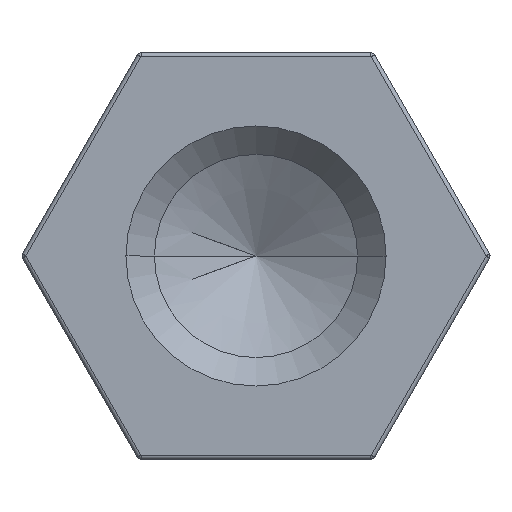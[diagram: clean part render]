
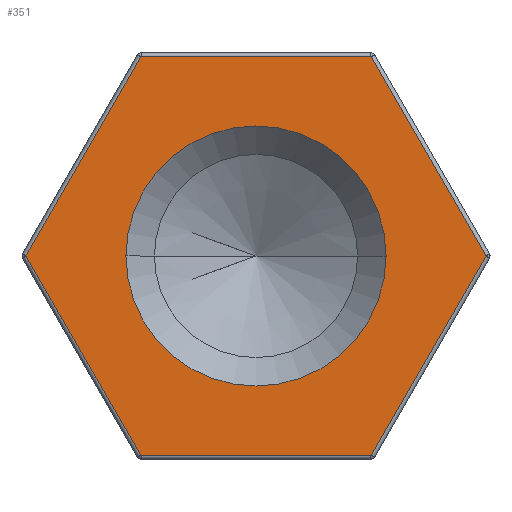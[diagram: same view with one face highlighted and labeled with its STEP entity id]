
A CAD part, left-side view. The second image highlights one B-rep face of the part: STEP entity #351.
In plain terms, the highlighted planar face has unit normal (-1, 0, 0).
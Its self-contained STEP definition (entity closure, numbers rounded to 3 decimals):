
#3 = AXIS2_PLACEMENT_3D ( 'NONE', #865, #233, #965 ) ;
#11 = CARTESIAN_POINT ( 'NONE',  ( 0., 2.829, -4.9 ) ) ;
#36 = DIRECTION ( 'NONE',  ( 0., 0.5, 0.866 ) ) ;
#41 = ORIENTED_EDGE ( 'NONE', *, *, #173, .T. ) ;
#47 = DIRECTION ( 'NONE',  ( 0., 1., 0. ) ) ;
#58 = AXIS2_PLACEMENT_3D ( 'NONE', #182, #181, #170 ) ;
#68 = CARTESIAN_POINT ( 'NONE',  ( 0., -3.2, 0. ) ) ;
#81 = ORIENTED_EDGE ( 'NONE', *, *, #209, .T. ) ;
#103 = CARTESIAN_POINT ( 'NONE',  ( 0., -4.244, 2.45 ) ) ;
#114 = CARTESIAN_POINT ( 'NONE',  ( 0., 0., 4.9 ) ) ;
#118 = CARTESIAN_POINT ( 'NONE',  ( 0., -4.244, -2.45 ) ) ;
#124 = EDGE_CURVE ( 'NONE', #411, #930, #836, .T. ) ;
#126 = DIRECTION ( 'NONE',  ( 1., 0., 0. ) ) ;
#127 = EDGE_CURVE ( 'NONE', #378, #1274, #607, .T. ) ;
#128 = EDGE_CURVE ( 'NONE', #930, #1203, #292, .T. ) ;
#153 = CARTESIAN_POINT ( 'NONE',  ( 0., -2.829, -4.9 ) ) ;
#169 = EDGE_CURVE ( 'NONE', #977, #464, #274, .T. ) ;
#170 = DIRECTION ( 'NONE',  ( 0., 1., 0. ) ) ;
#171 = EDGE_CURVE ( 'NONE', #464, #411, #1040, .T. ) ;
#173 = EDGE_CURVE ( 'NONE', #1203, #918, #519, .T. ) ;
#174 = EDGE_CURVE ( 'NONE', #918, #977, #1270, .T. ) ;
#181 = DIRECTION ( 'NONE',  ( 1., 0., 0. ) ) ;
#182 = CARTESIAN_POINT ( 'NONE',  ( 0., 0., 0. ) ) ;
#209 = EDGE_CURVE ( 'NONE', #1274, #378, #1254, .T. ) ;
#217 = VECTOR ( 'NONE', #659, 1000. ) ;
#233 = DIRECTION ( 'NONE',  ( 1., 0., 0. ) ) ;
#274 = LINE ( 'NONE', #1042, #790 ) ;
#283 = ORIENTED_EDGE ( 'NONE', *, *, #127, .T. ) ;
#292 = LINE ( 'NONE', #114, #535 ) ;
#294 = ORIENTED_EDGE ( 'NONE', *, *, #171, .T. ) ;
#296 = ORIENTED_EDGE ( 'NONE', *, *, #169, .T. ) ;
#351 = ADVANCED_FACE ( 'NONE', ( #1268, #1238 ), #622, .F. ) ;
#378 = VERTEX_POINT ( 'NONE', #629 ) ;
#401 = ORIENTED_EDGE ( 'NONE', *, *, #174, .T. ) ;
#411 = VERTEX_POINT ( 'NONE', #1205 ) ;
#464 = VERTEX_POINT ( 'NONE', #153 ) ;
#485 = CARTESIAN_POINT ( 'NONE',  ( 0., 2.829, 4.9 ) ) ;
#489 = VECTOR ( 'NONE', #736, 1000. ) ;
#519 = LINE ( 'NONE', #708, #1014 ) ;
#535 = VECTOR ( 'NONE', #47, 1000. ) ;
#563 = CARTESIAN_POINT ( 'NONE',  ( 0., 5.658, 0. ) ) ;
#607 = CIRCLE ( 'NONE', #58, 3.2 ) ;
#622 = PLANE ( 'NONE',  #1184 ) ;
#629 = CARTESIAN_POINT ( 'NONE',  ( 0., 3.2, 0. ) ) ;
#659 = DIRECTION ( 'NONE',  ( 0., -0.5, 0.866 ) ) ;
#708 = CARTESIAN_POINT ( 'NONE',  ( 0., 4.244, 2.45 ) ) ;
#714 = DIRECTION ( 'NONE',  ( 0., -1., 0. ) ) ;
#720 = DIRECTION ( 'NONE',  ( 0., 1., 0. ) ) ;
#736 = DIRECTION ( 'NONE',  ( 0., -0.5, -0.866 ) ) ;
#782 = ORIENTED_EDGE ( 'NONE', *, *, #124, .T. ) ;
#790 = VECTOR ( 'NONE', #714, 1000. ) ;
#836 = LINE ( 'NONE', #103, #1308 ) ;
#865 = CARTESIAN_POINT ( 'NONE',  ( 0., 0., 0. ) ) ;
#903 = EDGE_LOOP ( 'NONE', ( #782, #944, #41, #401, #296, #294 ) ) ;
#918 = VERTEX_POINT ( 'NONE', #563 ) ;
#930 = VERTEX_POINT ( 'NONE', #955 ) ;
#944 = ORIENTED_EDGE ( 'NONE', *, *, #128, .T. ) ;
#955 = CARTESIAN_POINT ( 'NONE',  ( 0., -2.829, 4.9 ) ) ;
#965 = DIRECTION ( 'NONE',  ( 0., 1., 0. ) ) ;
#977 = VERTEX_POINT ( 'NONE', #11 ) ;
#1014 = VECTOR ( 'NONE', #1124, 1000. ) ;
#1040 = LINE ( 'NONE', #118, #217 ) ;
#1042 = CARTESIAN_POINT ( 'NONE',  ( 0., 0., -4.9 ) ) ;
#1102 = CARTESIAN_POINT ( 'NONE',  ( 0., 0., 0. ) ) ;
#1124 = DIRECTION ( 'NONE',  ( 0., 0.5, -0.866 ) ) ;
#1184 = AXIS2_PLACEMENT_3D ( 'NONE', #1102, #126, #720 ) ;
#1203 = VERTEX_POINT ( 'NONE', #485 ) ;
#1205 = CARTESIAN_POINT ( 'NONE',  ( 0., -5.658, 0. ) ) ;
#1215 = EDGE_LOOP ( 'NONE', ( #283, #81 ) ) ;
#1238 = FACE_BOUND ( 'NONE', #1215, .T. ) ;
#1254 = CIRCLE ( 'NONE', #3, 3.2 ) ;
#1268 = FACE_OUTER_BOUND ( 'NONE', #903, .T. ) ;
#1270 = LINE ( 'NONE', #1334, #489 ) ;
#1274 = VERTEX_POINT ( 'NONE', #68 ) ;
#1308 = VECTOR ( 'NONE', #36, 1000. ) ;
#1334 = CARTESIAN_POINT ( 'NONE',  ( 0., 4.244, -2.45 ) ) ;
